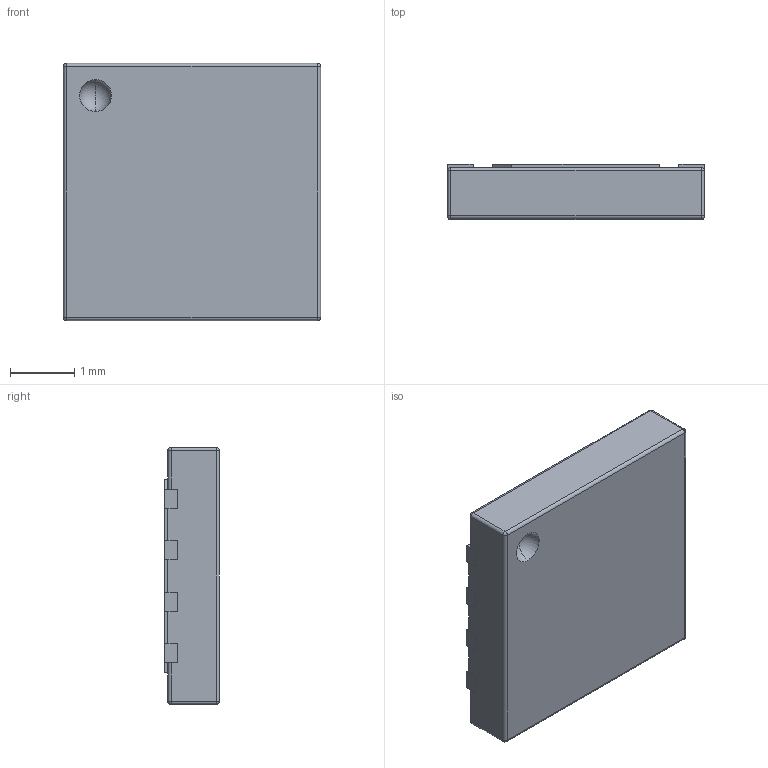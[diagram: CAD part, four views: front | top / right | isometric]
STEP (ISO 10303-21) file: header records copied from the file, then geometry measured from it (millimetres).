
FILE_DESCRIPTION (( 'STEP AP214' ), '1' );
FILE_NAME ('BABF5A1F-3D7F-4FBE-99C0-73634044F01B.STEP', '2025-08-01T08:51:35', ( '' ), ( '' ), 'SwSTEP 2.0', 'SolidWorks 2022', '' );
FILE_SCHEMA (( 'AUTOMOTIVE_DESIGN' ));
Length unit declared in the file: millimetre
Products named in the file (1): BABF5A1F-3D7F-4FBE-99C0-73634044F01B
Bounding box: 4 x 0.85 x 4 mm (x, y, z)
Volume: 13.2 mm3; surface area: 68.8 mm2
Topology: 10 solids, 10 shells, 126 faces, 296 edges, 184 vertices
Faces by surface type: plane 100, cylinder 16, sphere 8, torus 2
Entity records: 3659 total; most frequent: CARTESIAN_POINT 599, DIRECTION 580, ORIENTED_EDGE 576, EDGE_CURVE 288, LINE 250, VECTOR 250, VERTEX_POINT 184, AXIS2_PLACEMENT_3D 165
